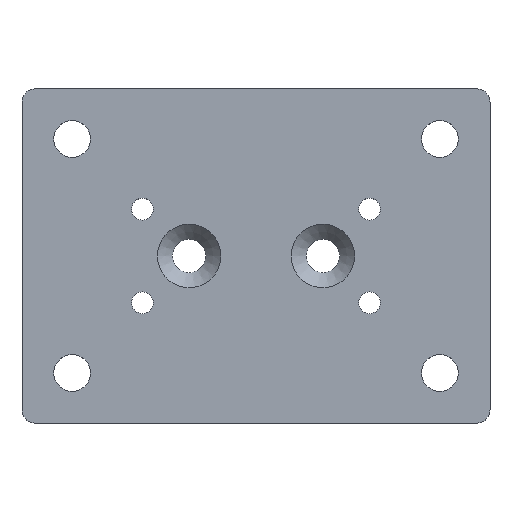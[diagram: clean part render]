
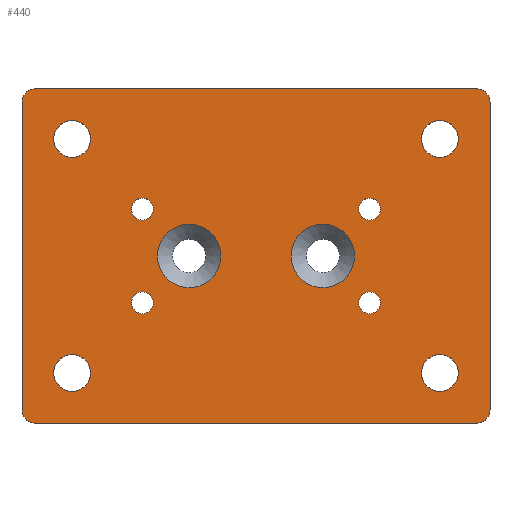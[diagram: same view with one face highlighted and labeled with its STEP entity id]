
A CAD part, top view. The second image highlights one B-rep face of the part: STEP entity #440.
In plain terms, the highlighted planar face has unit normal (0, 0, 1).
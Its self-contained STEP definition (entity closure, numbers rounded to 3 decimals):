
#27=FACE_BOUND('',#97,.T.);
#28=FACE_BOUND('',#98,.T.);
#29=FACE_BOUND('',#99,.T.);
#30=FACE_BOUND('',#100,.T.);
#31=FACE_BOUND('',#101,.T.);
#32=FACE_BOUND('',#102,.T.);
#33=FACE_BOUND('',#103,.T.);
#34=FACE_BOUND('',#104,.T.);
#35=FACE_BOUND('',#105,.T.);
#36=FACE_BOUND('',#106,.T.);
#42=PLANE('',#515);
#64=FACE_OUTER_BOUND('',#96,.T.);
#96=EDGE_LOOP('',(#387,#388,#389,#390,#391,#392,#393,#394));
#97=EDGE_LOOP('',(#395));
#98=EDGE_LOOP('',(#396));
#99=EDGE_LOOP('',(#397));
#100=EDGE_LOOP('',(#398));
#101=EDGE_LOOP('',(#399));
#102=EDGE_LOOP('',(#400));
#103=EDGE_LOOP('',(#401));
#104=EDGE_LOOP('',(#402));
#105=EDGE_LOOP('',(#403));
#106=EDGE_LOOP('',(#404));
#115=LINE('',#689,#143);
#121=LINE('',#721,#149);
#124=LINE('',#729,#152);
#134=LINE('',#767,#162);
#143=VECTOR('',#558,10.);
#149=VECTOR('',#590,10.);
#152=VECTOR('',#599,10.);
#162=VECTOR('',#647,10.);
#164=CIRCLE('',#466,3.25);
#166=CIRCLE('',#469,3.25);
#168=CIRCLE('',#472,3.25);
#170=CIRCLE('',#475,3.25);
#171=CIRCLE('',#477,4.);
#182=CIRCLE('',#491,4.);
#183=CIRCLE('',#494,4.);
#184=CIRCLE('',#497,4.);
#185=CIRCLE('',#499,5.5);
#186=CIRCLE('',#501,5.5);
#187=CIRCLE('',#503,5.5);
#188=CIRCLE('',#505,5.5);
#190=CIRCLE('',#508,9.5);
#192=CIRCLE('',#512,9.5);
#194=VERTEX_POINT('',#654);
#196=VERTEX_POINT('',#660);
#198=VERTEX_POINT('',#666);
#200=VERTEX_POINT('',#672);
#201=VERTEX_POINT('',#676);
#202=VERTEX_POINT('',#677);
#206=VERTEX_POINT('',#687);
#218=VERTEX_POINT('',#715);
#219=VERTEX_POINT('',#719);
#220=VERTEX_POINT('',#723);
#221=VERTEX_POINT('',#727);
#222=VERTEX_POINT('',#731);
#223=VERTEX_POINT('',#735);
#224=VERTEX_POINT('',#739);
#225=VERTEX_POINT('',#743);
#226=VERTEX_POINT('',#747);
#228=VERTEX_POINT('',#753);
#230=VERTEX_POINT('',#761);
#233=EDGE_CURVE('',#194,#194,#164,.T.);
#236=EDGE_CURVE('',#196,#196,#166,.T.);
#239=EDGE_CURVE('',#198,#198,#168,.T.);
#242=EDGE_CURVE('',#200,#200,#170,.T.);
#243=EDGE_CURVE('',#201,#202,#171,.T.);
#249=EDGE_CURVE('',#206,#201,#115,.T.);
#262=EDGE_CURVE('',#218,#206,#182,.T.);
#265=EDGE_CURVE('',#219,#218,#121,.T.);
#266=EDGE_CURVE('',#220,#219,#183,.T.);
#269=EDGE_CURVE('',#221,#220,#124,.T.);
#270=EDGE_CURVE('',#222,#221,#184,.T.);
#273=EDGE_CURVE('',#223,#223,#185,.T.);
#275=EDGE_CURVE('',#224,#224,#186,.T.);
#277=EDGE_CURVE('',#225,#225,#187,.T.);
#279=EDGE_CURVE('',#226,#226,#188,.T.);
#282=EDGE_CURVE('',#228,#228,#190,.T.);
#286=EDGE_CURVE('',#230,#230,#192,.T.);
#288=EDGE_CURVE('',#202,#222,#134,.T.);
#387=ORIENTED_EDGE('',*,*,#243,.F.);
#388=ORIENTED_EDGE('',*,*,#249,.F.);
#389=ORIENTED_EDGE('',*,*,#262,.F.);
#390=ORIENTED_EDGE('',*,*,#265,.F.);
#391=ORIENTED_EDGE('',*,*,#266,.F.);
#392=ORIENTED_EDGE('',*,*,#269,.F.);
#393=ORIENTED_EDGE('',*,*,#270,.F.);
#394=ORIENTED_EDGE('',*,*,#288,.F.);
#395=ORIENTED_EDGE('',*,*,#233,.T.);
#396=ORIENTED_EDGE('',*,*,#236,.T.);
#397=ORIENTED_EDGE('',*,*,#239,.T.);
#398=ORIENTED_EDGE('',*,*,#242,.T.);
#399=ORIENTED_EDGE('',*,*,#273,.T.);
#400=ORIENTED_EDGE('',*,*,#275,.T.);
#401=ORIENTED_EDGE('',*,*,#277,.T.);
#402=ORIENTED_EDGE('',*,*,#279,.T.);
#403=ORIENTED_EDGE('',*,*,#282,.T.);
#404=ORIENTED_EDGE('',*,*,#286,.T.);
#440=ADVANCED_FACE('',(#64,#27,#28,#29,#30,#31,#32,#33,#34,#35,#36),#42,
 .T.);
#466=AXIS2_PLACEMENT_3D('',#656,#523,#524);
#469=AXIS2_PLACEMENT_3D('',#662,#530,#531);
#472=AXIS2_PLACEMENT_3D('',#668,#537,#538);
#475=AXIS2_PLACEMENT_3D('',#674,#544,#545);
#477=AXIS2_PLACEMENT_3D('',#678,#548,#549);
#491=AXIS2_PLACEMENT_3D('',#716,#584,#585);
#494=AXIS2_PLACEMENT_3D('',#724,#593,#594);
#497=AXIS2_PLACEMENT_3D('',#732,#602,#603);
#499=AXIS2_PLACEMENT_3D('',#737,#608,#609);
#501=AXIS2_PLACEMENT_3D('',#741,#613,#614);
#503=AXIS2_PLACEMENT_3D('',#745,#618,#619);
#505=AXIS2_PLACEMENT_3D('',#749,#623,#624);
#508=AXIS2_PLACEMENT_3D('',#755,#630,#631);
#512=AXIS2_PLACEMENT_3D('',#763,#640,#641);
#515=AXIS2_PLACEMENT_3D('',#768,#648,#649);
#523=DIRECTION('center_axis',(0.,0.,-1.));
#524=DIRECTION('ref_axis',(1.,0.,0.));
#530=DIRECTION('center_axis',(0.,0.,-1.));
#531=DIRECTION('ref_axis',(1.,0.,0.));
#537=DIRECTION('center_axis',(0.,0.,-1.));
#538=DIRECTION('ref_axis',(1.,0.,0.));
#544=DIRECTION('center_axis',(0.,0.,-1.));
#545=DIRECTION('ref_axis',(1.,0.,0.));
#548=DIRECTION('center_axis',(0.,0.,-1.));
#549=DIRECTION('ref_axis',(0.707,0.707,0.));
#558=DIRECTION('',(1.,0.,0.));
#584=DIRECTION('center_axis',(0.,0.,-1.));
#585=DIRECTION('ref_axis',(-0.707,0.707,0.));
#590=DIRECTION('',(0.,1.,0.));
#593=DIRECTION('center_axis',(0.,0.,-1.));
#594=DIRECTION('ref_axis',(-0.707,-0.707,0.));
#599=DIRECTION('',(-1.,0.,0.));
#602=DIRECTION('center_axis',(0.,0.,-1.));
#603=DIRECTION('ref_axis',(0.707,-0.707,0.));
#608=DIRECTION('center_axis',(0.,0.,-1.));
#609=DIRECTION('ref_axis',(1.,0.,0.));
#613=DIRECTION('center_axis',(0.,0.,-1.));
#614=DIRECTION('ref_axis',(1.,0.,0.));
#618=DIRECTION('center_axis',(0.,0.,-1.));
#619=DIRECTION('ref_axis',(1.,0.,0.));
#623=DIRECTION('center_axis',(0.,0.,-1.));
#624=DIRECTION('ref_axis',(1.,0.,0.));
#630=DIRECTION('center_axis',(0.,0.,-1.));
#631=DIRECTION('ref_axis',(1.,0.,0.));
#640=DIRECTION('center_axis',(0.,0.,-1.));
#641=DIRECTION('ref_axis',(1.,0.,0.));
#647=DIRECTION('',(0.,-1.,0.));
#648=DIRECTION('center_axis',(0.,0.,1.));
#649=DIRECTION('ref_axis',(1.,0.,0.));
#654=CARTESIAN_POINT('',(-8.921,24.519,6.));
#656=CARTESIAN_POINT('Origin',(-5.671,24.519,6.));
#660=CARTESIAN_POINT('',(-76.921,52.519,6.));
#662=CARTESIAN_POINT('Origin',(-73.671,52.519,6.));
#666=CARTESIAN_POINT('',(-8.921,52.519,6.));
#668=CARTESIAN_POINT('Origin',(-5.671,52.519,6.));
#672=CARTESIAN_POINT('',(-76.921,24.519,6.));
#674=CARTESIAN_POINT('Origin',(-73.671,24.519,6.));
#676=CARTESIAN_POINT('',(26.329,88.519,6.));
#677=CARTESIAN_POINT('',(30.329,84.519,6.));
#678=CARTESIAN_POINT('Origin',(26.329,84.519,6.));
#687=CARTESIAN_POINT('',(-105.671,88.519,6.));
#689=CARTESIAN_POINT('',(30.329,88.519,6.));
#715=CARTESIAN_POINT('',(-109.671,84.519,6.));
#716=CARTESIAN_POINT('Origin',(-105.671,84.519,6.));
#719=CARTESIAN_POINT('',(-109.671,-7.481,6.));
#721=CARTESIAN_POINT('',(-109.671,88.519,6.));
#723=CARTESIAN_POINT('',(-105.671,-11.481,6.));
#724=CARTESIAN_POINT('Origin',(-105.671,-7.481,6.));
#727=CARTESIAN_POINT('',(26.329,-11.481,6.));
#729=CARTESIAN_POINT('',(-109.671,-11.481,6.));
#731=CARTESIAN_POINT('',(30.329,-7.481,6.));
#732=CARTESIAN_POINT('Origin',(26.329,-7.481,6.));
#735=CARTESIAN_POINT('',(-100.171,3.519,6.));
#737=CARTESIAN_POINT('Origin',(-94.671,3.519,6.));
#739=CARTESIAN_POINT('',(9.829,3.519,6.));
#741=CARTESIAN_POINT('Origin',(15.329,3.519,6.));
#743=CARTESIAN_POINT('',(9.829,73.519,6.));
#745=CARTESIAN_POINT('Origin',(15.329,73.519,6.));
#747=CARTESIAN_POINT('',(-100.171,73.519,6.));
#749=CARTESIAN_POINT('Origin',(-94.671,73.519,6.));
#753=CARTESIAN_POINT('',(-29.171,38.519,6.));
#755=CARTESIAN_POINT('Origin',(-19.671,38.519,6.));
#761=CARTESIAN_POINT('',(-69.171,38.519,6.));
#763=CARTESIAN_POINT('Origin',(-59.671,38.519,6.));
#767=CARTESIAN_POINT('',(30.329,-11.481,6.));
#768=CARTESIAN_POINT('Origin',(-39.671,38.519,6.));
